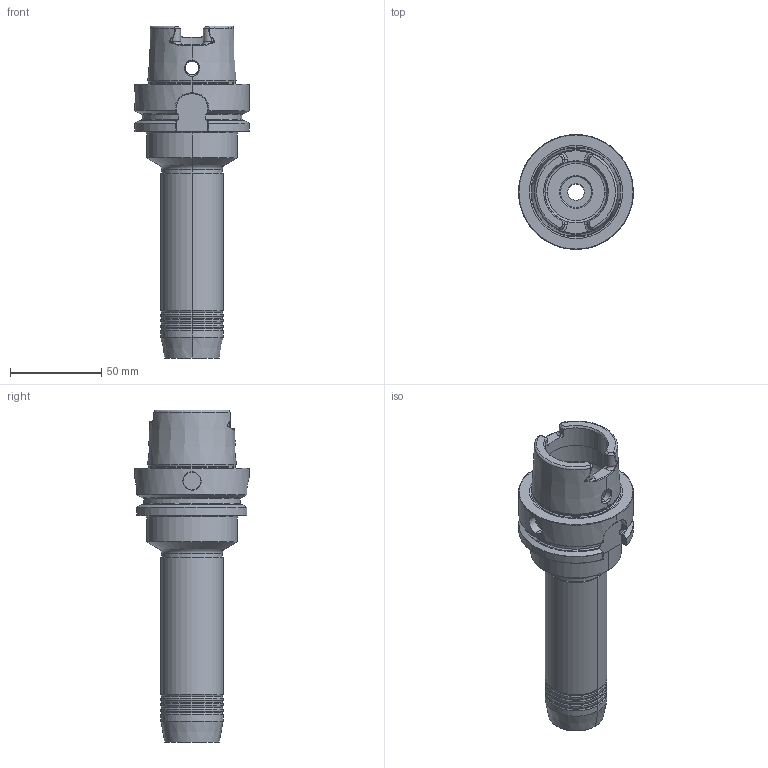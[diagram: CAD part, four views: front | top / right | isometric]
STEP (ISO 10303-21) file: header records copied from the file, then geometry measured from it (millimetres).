
FILE_DESCRIPTION (( 'STEP AP214' ), '1' );
FILE_NAME ('77.A63.014 x=150_step.STEP', '2022-05-10T11:45:28', ( '' ), ( '' ), 'SwSTEP 2.0', 'SolidWorks 2018', '' );
FILE_SCHEMA (( 'AUTOMOTIVE_DESIGN' ));
Length unit declared in the file: millimetre
Products named in the file (1): 77.A63.014 x=150_step
Bounding box: 62.94 x 62.94 x 181.9 mm (x, y, z)
Volume: 196777.4 mm3; surface area: 39842.3 mm2
Topology: 1 solids, 1 shells, 274 faces, 658 edges, 387 vertices
Faces by surface type: cylinder 70, torus 67, plane 59, cone 41, bspline 37
Entity records: 12032 total; most frequent: CARTESIAN_POINT 5546, ORIENTED_EDGE 1312, DIRECTION 1213, EDGE_CURVE 656, AXIS2_PLACEMENT_3D 514, VERTEX_POINT 387, EDGE_LOOP 283, CIRCLE 276
